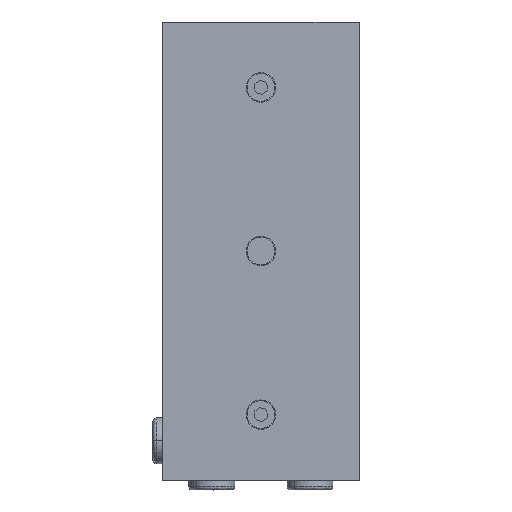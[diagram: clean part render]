
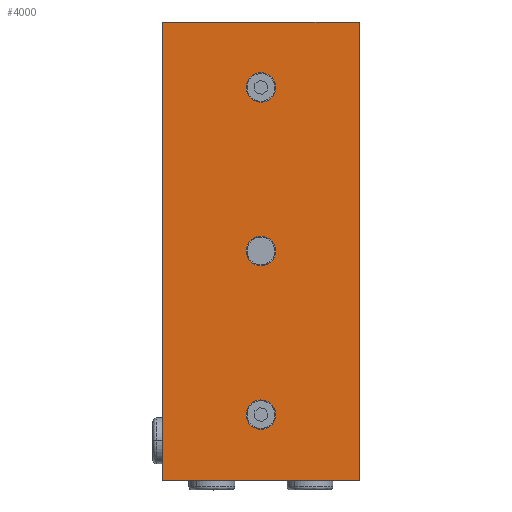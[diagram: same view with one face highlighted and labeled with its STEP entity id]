
A CAD part, top view. The second image highlights one B-rep face of the part: STEP entity #4000.
In plain terms, the highlighted planar face has unit normal (0, 0, 1).
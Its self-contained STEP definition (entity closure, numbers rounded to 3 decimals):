
#169 = CARTESIAN_POINT ( 'NONE',  ( 0., 50., 39.8 ) ) ;
#188 = PLANE ( 'NONE',  #6659 ) ;
#212 = EDGE_CURVE ( 'NONE', #3888, #2305, #5315, .T. ) ;
#326 = ORIENTED_EDGE ( 'NONE', *, *, #6206, .F. ) ;
#495 = ORIENTED_EDGE ( 'NONE', *, *, #212, .T. ) ;
#516 = FACE_BOUND ( 'NONE', #4266, .T. ) ;
#525 = DIRECTION ( 'NONE',  ( 1., 0., 0. ) ) ;
#538 = AXIS2_PLACEMENT_3D ( 'NONE', #4613, #4663, #1536 ) ;
#550 = CARTESIAN_POINT ( 'NONE',  ( 30., -70., 39.8 ) ) ;
#568 = ORIENTED_EDGE ( 'NONE', *, *, #5805, .F. ) ;
#644 = DIRECTION ( 'NONE',  ( 1., 0., 0. ) ) ;
#875 = VERTEX_POINT ( 'NONE', #3917 ) ;
#953 = ORIENTED_EDGE ( 'NONE', *, *, #1147, .F. ) ;
#982 = AXIS2_PLACEMENT_3D ( 'NONE', #6420, #1782, #5373 ) ;
#1028 = CARTESIAN_POINT ( 'NONE',  ( 0., -50., 39.8 ) ) ;
#1037 = CIRCLE ( 'NONE', #5124, 4.3 ) ;
#1086 = FACE_OUTER_BOUND ( 'NONE', #2134, .T. ) ;
#1125 = VECTOR ( 'NONE', #6442, 1000. ) ;
#1147 = EDGE_CURVE ( 'NONE', #3059, #2182, #2707, .T. ) ;
#1255 = EDGE_CURVE ( 'NONE', #6591, #3888, #4723, .T. ) ;
#1526 = ORIENTED_EDGE ( 'NONE', *, *, #1255, .T. ) ;
#1536 = DIRECTION ( 'NONE',  ( 1., 0., 0. ) ) ;
#1565 = DIRECTION ( 'NONE',  ( 0., 0., 1. ) ) ;
#1608 = EDGE_CURVE ( 'NONE', #2305, #2976, #4715, .T. ) ;
#1643 = VECTOR ( 'NONE', #3045, 1000. ) ;
#1646 = DIRECTION ( 'NONE',  ( 1., 0., 0. ) ) ;
#1673 = CARTESIAN_POINT ( 'NONE',  ( 0., 0., 39.8 ) ) ;
#1674 = DIRECTION ( 'NONE',  ( 0., 1., 0. ) ) ;
#1782 = DIRECTION ( 'NONE',  ( 0., 0., 1. ) ) ;
#1847 = ORIENTED_EDGE ( 'NONE', *, *, #3821, .F. ) ;
#2095 = DIRECTION ( 'NONE',  ( 1., 0., 0. ) ) ;
#2134 = EDGE_LOOP ( 'NONE', ( #495, #4869, #5606, #1526 ) ) ;
#2139 = CARTESIAN_POINT ( 'NONE',  ( -30., -70., 39.8 ) ) ;
#2151 = CIRCLE ( 'NONE', #4930, 4.3 ) ;
#2182 = VERTEX_POINT ( 'NONE', #4292 ) ;
#2285 = VERTEX_POINT ( 'NONE', #4903 ) ;
#2305 = VERTEX_POINT ( 'NONE', #3398 ) ;
#2421 = EDGE_LOOP ( 'NONE', ( #4094, #953 ) ) ;
#2471 = FACE_BOUND ( 'NONE', #2421, .T. ) ;
#2614 = EDGE_LOOP ( 'NONE', ( #6040, #326 ) ) ;
#2662 = CIRCLE ( 'NONE', #4010, 4.3 ) ;
#2707 = CIRCLE ( 'NONE', #2825, 4.3 ) ;
#2758 = CARTESIAN_POINT ( 'NONE',  ( -30., -70., 39.8 ) ) ;
#2803 = CARTESIAN_POINT ( 'NONE',  ( -4.3, -50., 39.8 ) ) ;
#2825 = AXIS2_PLACEMENT_3D ( 'NONE', #1028, #1565, #525 ) ;
#2882 = CIRCLE ( 'NONE', #982, 4.3 ) ;
#2976 = VERTEX_POINT ( 'NONE', #4883 ) ;
#3045 = DIRECTION ( 'NONE',  ( -1., 0., 0. ) ) ;
#3059 = VERTEX_POINT ( 'NONE', #2803 ) ;
#3391 = DIRECTION ( 'NONE',  ( 0., 0., 1. ) ) ;
#3398 = CARTESIAN_POINT ( 'NONE',  ( 30., 70., 39.8 ) ) ;
#3408 = CARTESIAN_POINT ( 'NONE',  ( -30., -70., 39.8 ) ) ;
#3431 = EDGE_CURVE ( 'NONE', #2182, #3059, #6289, .T. ) ;
#3451 = FACE_BOUND ( 'NONE', #2614, .T. ) ;
#3685 = VECTOR ( 'NONE', #3721, 1000. ) ;
#3721 = DIRECTION ( 'NONE',  ( 1., 0., 0. ) ) ;
#3821 = EDGE_CURVE ( 'NONE', #4398, #875, #2151, .T. ) ;
#3825 = CARTESIAN_POINT ( 'NONE',  ( -30., -70., 39.8 ) ) ;
#3888 = VERTEX_POINT ( 'NONE', #550 ) ;
#3917 = CARTESIAN_POINT ( 'NONE',  ( -4.3, 0., 39.8 ) ) ;
#4000 = ADVANCED_FACE ( 'NONE', ( #516, #3451, #2471, #1086 ), #188, .T. ) ;
#4010 = AXIS2_PLACEMENT_3D ( 'NONE', #169, #6339, #1646 ) ;
#4070 = EDGE_CURVE ( 'NONE', #2285, #6051, #2882, .T. ) ;
#4094 = ORIENTED_EDGE ( 'NONE', *, *, #3431, .F. ) ;
#4106 = CARTESIAN_POINT ( 'NONE',  ( 4.3, 0., 39.8 ) ) ;
#4176 = DIRECTION ( 'NONE',  ( 0., 0., 1. ) ) ;
#4265 = VECTOR ( 'NONE', #1674, 1000. ) ;
#4266 = EDGE_LOOP ( 'NONE', ( #1847, #568 ) ) ;
#4292 = CARTESIAN_POINT ( 'NONE',  ( 4.3, -50., 39.8 ) ) ;
#4398 = VERTEX_POINT ( 'NONE', #4106 ) ;
#4471 = CARTESIAN_POINT ( 'NONE',  ( -4.3, 50., 39.8 ) ) ;
#4590 = CARTESIAN_POINT ( 'NONE',  ( -30., 70., 39.8 ) ) ;
#4613 = CARTESIAN_POINT ( 'NONE',  ( 0., -50., 39.8 ) ) ;
#4663 = DIRECTION ( 'NONE',  ( 0., 0., 1. ) ) ;
#4715 = LINE ( 'NONE', #4590, #1643 ) ;
#4723 = LINE ( 'NONE', #2139, #3685 ) ;
#4724 = CARTESIAN_POINT ( 'NONE',  ( 30., -70., 39.8 ) ) ;
#4790 = DIRECTION ( 'NONE',  ( 0., 0., 1. ) ) ;
#4869 = ORIENTED_EDGE ( 'NONE', *, *, #1608, .T. ) ;
#4883 = CARTESIAN_POINT ( 'NONE',  ( -30., 70., 39.8 ) ) ;
#4903 = CARTESIAN_POINT ( 'NONE',  ( 4.3, 50., 39.8 ) ) ;
#4930 = AXIS2_PLACEMENT_3D ( 'NONE', #1673, #4176, #2095 ) ;
#4943 = DIRECTION ( 'NONE',  ( 1., 0., 0. ) ) ;
#5088 = LINE ( 'NONE', #2758, #1125 ) ;
#5124 = AXIS2_PLACEMENT_3D ( 'NONE', #6480, #3391, #4943 ) ;
#5315 = LINE ( 'NONE', #4724, #4265 ) ;
#5373 = DIRECTION ( 'NONE',  ( 1., 0., 0. ) ) ;
#5606 = ORIENTED_EDGE ( 'NONE', *, *, #5680, .T. ) ;
#5680 = EDGE_CURVE ( 'NONE', #2976, #6591, #5088, .T. ) ;
#5805 = EDGE_CURVE ( 'NONE', #875, #4398, #1037, .T. ) ;
#6040 = ORIENTED_EDGE ( 'NONE', *, *, #4070, .F. ) ;
#6051 = VERTEX_POINT ( 'NONE', #4471 ) ;
#6206 = EDGE_CURVE ( 'NONE', #6051, #2285, #2662, .T. ) ;
#6289 = CIRCLE ( 'NONE', #538, 4.3 ) ;
#6339 = DIRECTION ( 'NONE',  ( 0., 0., 1. ) ) ;
#6420 = CARTESIAN_POINT ( 'NONE',  ( 0., 50., 39.8 ) ) ;
#6442 = DIRECTION ( 'NONE',  ( 0., -1., 0. ) ) ;
#6480 = CARTESIAN_POINT ( 'NONE',  ( 0., 0., 39.8 ) ) ;
#6591 = VERTEX_POINT ( 'NONE', #3408 ) ;
#6659 = AXIS2_PLACEMENT_3D ( 'NONE', #3825, #4790, #644 ) ;
